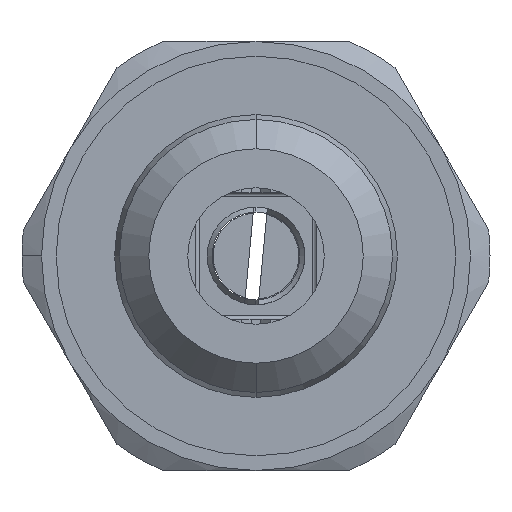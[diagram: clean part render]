
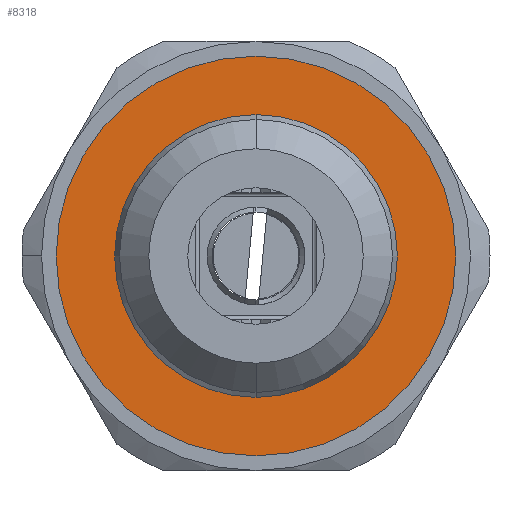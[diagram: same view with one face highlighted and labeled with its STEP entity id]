
A CAD part, front view. The second image highlights one B-rep face of the part: STEP entity #8318.
In plain terms, the highlighted planar face has unit normal (0, -1, 0).
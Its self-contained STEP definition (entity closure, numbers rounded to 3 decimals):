
#608 = ORIENTED_EDGE ( 'NONE', *, *, #1184, .F. ) ;
#961 = DIRECTION ( 'NONE',  ( 0., 0., 1. ) ) ;
#1104 = AXIS2_PLACEMENT_3D ( 'NONE', #8040, #4521, #961 ) ;
#1184 = EDGE_CURVE ( 'NONE', #4571, #6292, #8569, .T. ) ;
#1568 = CARTESIAN_POINT ( 'NONE',  ( 0., 0., 0. ) ) ;
#1597 = EDGE_CURVE ( 'NONE', #8806, #4065, #6822, .T. ) ;
#1675 = PLANE ( 'NONE',  #1104 ) ;
#1958 = EDGE_LOOP ( 'NONE', ( #6982, #5948 ) ) ;
#2037 = EDGE_CURVE ( 'NONE', #6292, #4571, #7881, .T. ) ;
#2198 = AXIS2_PLACEMENT_3D ( 'NONE', #2375, #7465, #5929 ) ;
#2375 = CARTESIAN_POINT ( 'NONE',  ( 0., 0., 0. ) ) ;
#2626 = CARTESIAN_POINT ( 'NONE',  ( 0., 0., 7.25 ) ) ;
#2923 = DIRECTION ( 'NONE',  ( 0., -1., 0. ) ) ;
#3552 = CARTESIAN_POINT ( 'NONE',  ( 0., 0., -7.25 ) ) ;
#3721 = AXIS2_PLACEMENT_3D ( 'NONE', #1568, #4407, #8379 ) ;
#4065 = VERTEX_POINT ( 'NONE', #5131 ) ;
#4290 = CARTESIAN_POINT ( 'NONE',  ( 0., 0., 0. ) ) ;
#4407 = DIRECTION ( 'NONE',  ( 0., -1., 0. ) ) ;
#4521 = DIRECTION ( 'NONE',  ( 0., 1., 0. ) ) ;
#4571 = VERTEX_POINT ( 'NONE', #2626 ) ;
#4705 = EDGE_CURVE ( 'NONE', #4065, #8806, #6270, .T. ) ;
#5131 = CARTESIAN_POINT ( 'NONE',  ( -10.25, 0., 0. ) ) ;
#5581 = EDGE_LOOP ( 'NONE', ( #608, #8919 ) ) ;
#5722 = DIRECTION ( 'NONE',  ( 0., -1., 0. ) ) ;
#5791 = CARTESIAN_POINT ( 'NONE',  ( 0., 0., 0. ) ) ;
#5929 = DIRECTION ( 'NONE',  ( 1., 0., 0. ) ) ;
#5948 = ORIENTED_EDGE ( 'NONE', *, *, #4705, .T. ) ;
#5964 = CARTESIAN_POINT ( 'NONE',  ( 10.25, 0., 0. ) ) ;
#6270 = CIRCLE ( 'NONE', #3721, 10.25 ) ;
#6292 = VERTEX_POINT ( 'NONE', #3552 ) ;
#6338 = DIRECTION ( 'NONE',  ( 0., 0., -1. ) ) ;
#6606 = FACE_OUTER_BOUND ( 'NONE', #1958, .T. ) ;
#6729 = FACE_BOUND ( 'NONE', #5581, .T. ) ;
#6822 = CIRCLE ( 'NONE', #2198, 10.25 ) ;
#6982 = ORIENTED_EDGE ( 'NONE', *, *, #1597, .T. ) ;
#7146 = AXIS2_PLACEMENT_3D ( 'NONE', #4290, #5722, #6338 ) ;
#7465 = DIRECTION ( 'NONE',  ( 0., -1., 0. ) ) ;
#7647 = AXIS2_PLACEMENT_3D ( 'NONE', #5791, #2923, #8651 ) ;
#7881 = CIRCLE ( 'NONE', #7146, 7.25 ) ;
#8040 = CARTESIAN_POINT ( 'NONE',  ( 19.053, 0., -11. ) ) ;
#8318 = ADVANCED_FACE ( 'NONE', ( #6606, #6729 ), #1675, .F. ) ;
#8379 = DIRECTION ( 'NONE',  ( 1., 0., 0. ) ) ;
#8569 = CIRCLE ( 'NONE', #7647, 7.25 ) ;
#8651 = DIRECTION ( 'NONE',  ( 0., 0., -1. ) ) ;
#8806 = VERTEX_POINT ( 'NONE', #5964 ) ;
#8919 = ORIENTED_EDGE ( 'NONE', *, *, #2037, .F. ) ;
